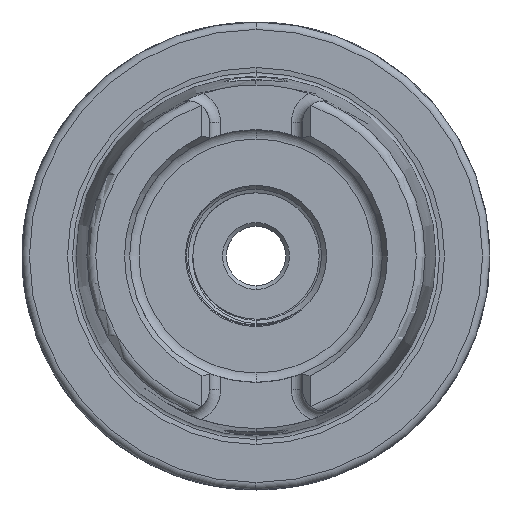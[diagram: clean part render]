
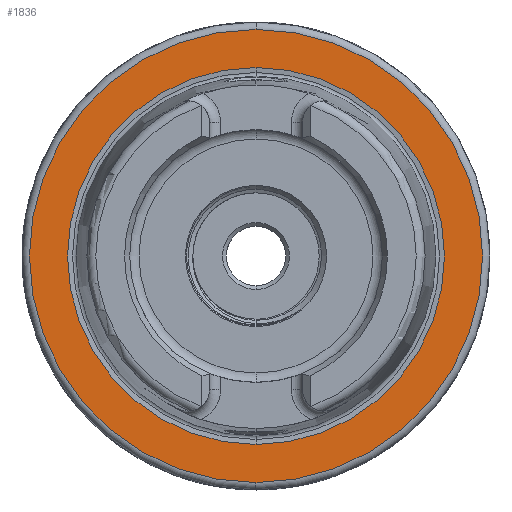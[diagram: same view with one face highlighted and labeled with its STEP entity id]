
A CAD part, left-side view. The second image highlights one B-rep face of the part: STEP entity #1836.
In plain terms, the highlighted planar face has unit normal (-1, 0, 0).
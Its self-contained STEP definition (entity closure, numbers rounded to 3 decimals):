
#1836 = ADVANCED_FACE ( 'NONE', ( #16365, #16316 ), #10841, .T. ) ;
#5036 = VERTEX_POINT ( 'NONE', #17719 ) ;
#5044 = VERTEX_POINT ( 'NONE', #17740 ) ;
#6389 = AXIS2_PLACEMENT_3D ( 'NONE', #10843, #10849, #10856 ) ;
#6469 = AXIS2_PLACEMENT_3D ( 'NONE', #15087, #15073, #15083 ) ;
#6473 = AXIS2_PLACEMENT_3D ( 'NONE', #15006, #15030, #15028 ) ;
#6544 = EDGE_CURVE ( 'NONE', #5044, #5036, #16509, .T. ) ;
#6549 = EDGE_CURVE ( 'NONE', #17304, #17359, #16600, .T. ) ;
#6735 = EDGE_CURVE ( 'NONE', #5036, #5044, #16758, .T. ) ;
#6742 = EDGE_CURVE ( 'NONE', #17359, #17304, #16766, .T. ) ;
#8176 = CARTESIAN_POINT ( 'NONE',  ( 0., 0., 30.5 ) ) ;
#8199 = CARTESIAN_POINT ( 'NONE',  ( 0., 0., -30.5 ) ) ;
#9177 = EDGE_LOOP ( 'NONE', ( #10385, #10334 ) ) ;
#9178 = EDGE_LOOP ( 'NONE', ( #10357, #10369 ) ) ;
#10170 = DIRECTION ( 'NONE',  ( 1., 0., 0. ) ) ;
#10201 = CARTESIAN_POINT ( 'NONE',  ( 0., 0., 0. ) ) ;
#10206 = DIRECTION ( 'NONE',  ( 0., 0., -1. ) ) ;
#10288 = DIRECTION ( 'NONE',  ( -1., 0., 0. ) ) ;
#10290 = DIRECTION ( 'NONE',  ( 0., 0., 1. ) ) ;
#10294 = CARTESIAN_POINT ( 'NONE',  ( 0., 0., 0. ) ) ;
#10334 = ORIENTED_EDGE ( 'NONE', *, *, #6544, .T. ) ;
#10357 = ORIENTED_EDGE ( 'NONE', *, *, #6742, .T. ) ;
#10369 = ORIENTED_EDGE ( 'NONE', *, *, #6549, .T. ) ;
#10385 = ORIENTED_EDGE ( 'NONE', *, *, #6735, .T. ) ;
#10841 = PLANE ( 'NONE',  #6389 ) ;
#10843 = CARTESIAN_POINT ( 'NONE',  ( 0., 25.369, 0. ) ) ;
#10849 = DIRECTION ( 'NONE',  ( -1., 0., 0. ) ) ;
#10856 = DIRECTION ( 'NONE',  ( 0., 0., 1. ) ) ;
#15006 = CARTESIAN_POINT ( 'NONE',  ( 0., 0., 0. ) ) ;
#15028 = DIRECTION ( 'NONE',  ( 0., 0., -1. ) ) ;
#15030 = DIRECTION ( 'NONE',  ( 1., 0., 0. ) ) ;
#15073 = DIRECTION ( 'NONE',  ( -1., 0., 0. ) ) ;
#15083 = DIRECTION ( 'NONE',  ( 0., 0., 1. ) ) ;
#15087 = CARTESIAN_POINT ( 'NONE',  ( 0., 0., 0. ) ) ;
#16316 = FACE_BOUND ( 'NONE', #9177, .T. ) ;
#16365 = FACE_OUTER_BOUND ( 'NONE', #9178, .T. ) ;
#16509 = CIRCLE ( 'NONE', #6473, 25.369 ) ;
#16600 = CIRCLE ( 'NONE', #6469, 30.5 ) ;
#16758 = CIRCLE ( 'NONE', #20025, 25.369 ) ;
#16766 = CIRCLE ( 'NONE', #20026, 30.5 ) ;
#17304 = VERTEX_POINT ( 'NONE', #8199 ) ;
#17359 = VERTEX_POINT ( 'NONE', #8176 ) ;
#17719 = CARTESIAN_POINT ( 'NONE',  ( 0., 0., 25.369 ) ) ;
#17740 = CARTESIAN_POINT ( 'NONE',  ( 0., 0., -25.369 ) ) ;
#20025 = AXIS2_PLACEMENT_3D ( 'NONE', #10201, #10170, #10206 ) ;
#20026 = AXIS2_PLACEMENT_3D ( 'NONE', #10294, #10288, #10290 ) ;
